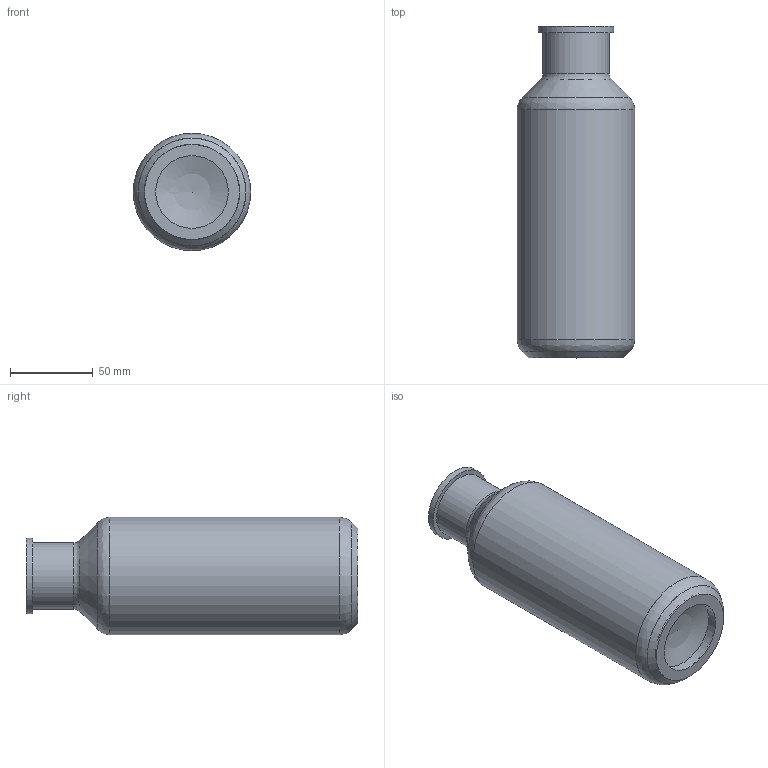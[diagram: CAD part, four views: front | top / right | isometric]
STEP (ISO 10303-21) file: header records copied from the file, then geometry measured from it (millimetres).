
FILE_DESCRIPTION(('FreeCAD Model'),'2;1');
FILE_NAME('001.step' ,'2016-09-01T21:03:28',('Author'),(''), 'Open CASCADE STEP processor 6.8','FreeCAD','Unknown');
FILE_SCHEMA(('AUTOMOTIVE_DESIGN_CC2 { 1 2 10303 214 -1 1 5 4 }'));
Length unit declared in the file: millimetre
Products named in the file (2): ASSEMBLY; Revolution
Assembly tree (1 placements, depth 2):
  ASSEMBLY
    Revolution
Bounding box: 71.2 x 201 x 71.2 mm (x, y, z)
Volume: 29303.9 mm3; surface area: 91840.8 mm2
Topology: 1 solids, 1 shells, 23 faces, 43 edges, 24 vertices
Faces by surface type: cylinder 7, revolution 6, cone 4, plane 4, sphere 2
Full cylindrical faces by diameter (mm): 38.8 x1, 40 x1, 44 x1, 45.2 x1, 46 x1, 70 x1, 71.2 x1
Entity records: 1161 total; most frequent: DIRECTION 209, CARTESIAN_POINT 178, LINE 85, VECTOR 85, ORIENTED_EDGE 82, PCURVE 82, DEFINITIONAL_REPRESENTATION 82, AXIS2_PLACEMENT_3D 55
